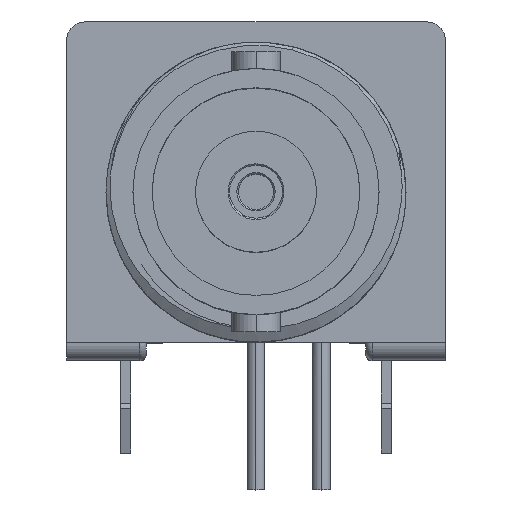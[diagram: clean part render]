
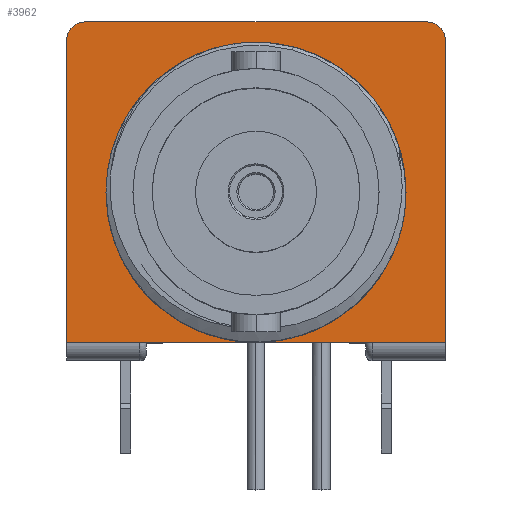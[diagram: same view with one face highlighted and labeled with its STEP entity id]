
A CAD part, top view. The second image highlights one B-rep face of the part: STEP entity #3962.
In plain terms, the highlighted planar face has unit normal (0, 0, 1).
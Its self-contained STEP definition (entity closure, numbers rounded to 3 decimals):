
#1126 = CARTESIAN_POINT ( 'NONE',  ( 0., -5.85, -3.52 ) ) ;
#1132 = CARTESIAN_POINT ( 'NONE',  ( 6.68, 6.65, -3.52 ) ) ;
#1134 = CARTESIAN_POINT ( 'NONE',  ( -7.38, -5.85, -3.52 ) ) ;
#1135 = CARTESIAN_POINT ( 'NONE',  ( 7.38, -5.85, -3.52 ) ) ;
#1136 = CARTESIAN_POINT ( 'NONE',  ( 7.38, 5.95, -3.52 ) ) ;
#1139 = CARTESIAN_POINT ( 'NONE',  ( -7.38, 5.95, -3.52 ) ) ;
#1141 = CARTESIAN_POINT ( 'NONE',  ( -6.68, 6.65, -3.52 ) ) ;
#1267 = CARTESIAN_POINT ( 'NONE',  ( 5.85, 0., -3.52 ) ) ;
#1292 = CARTESIAN_POINT ( 'NONE',  ( -5.85, 0., -3.52 ) ) ;
#1694 = VERTEX_POINT ( 'NONE', #1141 ) ;
#1696 = VERTEX_POINT ( 'NONE', #1139 ) ;
#1700 = VERTEX_POINT ( 'NONE', #1136 ) ;
#1701 = VERTEX_POINT ( 'NONE', #1135 ) ;
#1702 = VERTEX_POINT ( 'NONE', #1134 ) ;
#1704 = VERTEX_POINT ( 'NONE', #1132 ) ;
#1708 = VERTEX_POINT ( 'NONE', #1126 ) ;
#1766 = VERTEX_POINT ( 'NONE', #1267 ) ;
#1768 = VERTEX_POINT ( 'NONE', #1292 ) ;
#2075 = ORIENTED_EDGE ( 'NONE', *, *, #4066, .T. ) ;
#2076 = ORIENTED_EDGE ( 'NONE', *, *, #4067, .T. ) ;
#2077 = ORIENTED_EDGE ( 'NONE', *, *, #4065, .T. ) ;
#2078 = ORIENTED_EDGE ( 'NONE', *, *, #4068, .F. ) ;
#2079 = ORIENTED_EDGE ( 'NONE', *, *, #4060, .F. ) ;
#2080 = ORIENTED_EDGE ( 'NONE', *, *, #4061, .F. ) ;
#2081 = ORIENTED_EDGE ( 'NONE', *, *, #3921, .F. ) ;
#2082 = ORIENTED_EDGE ( 'NONE', *, *, #4069, .F. ) ;
#2083 = ORIENTED_EDGE ( 'NONE', *, *, #4071, .T. ) ;
#2084 = ORIENTED_EDGE ( 'NONE', *, *, #4070, .F. ) ;
#2737 = EDGE_LOOP ( 'NONE', ( #2075, #2077, #2076, #2078, #2079, #2081, #2080, #2082, #2084, #2083 ) ) ;
#3251 = FACE_OUTER_BOUND ( 'NONE', #2737, .T. ) ;
#3326 = LINE ( 'NONE', #6140, #5668 ) ;
#3327 = LINE ( 'NONE', #6142, #5669 ) ;
#3328 = LINE ( 'NONE', #6144, #5670 ) ;
#3329 = LINE ( 'NONE', #6146, #5671 ) ;
#3330 = LINE ( 'NONE', #6148, #5673 ) ;
#3921 = EDGE_CURVE ( 'NONE', #1766, #1768, #5521, .T. ) ;
#3962 = ADVANCED_FACE ( 'NONE', ( #3251 ), #5058, .F. ) ;
#4060 = EDGE_CURVE ( 'NONE', #1768, #1708, #5658, .T. ) ;
#4061 = EDGE_CURVE ( 'NONE', #1708, #1766, #5657, .T. ) ;
#4065 = EDGE_CURVE ( 'NONE', #1694, #1696, #5665, .T. ) ;
#4066 = EDGE_CURVE ( 'NONE', #1704, #1694, #3326, .T. ) ;
#4067 = EDGE_CURVE ( 'NONE', #1696, #1702, #3327, .T. ) ;
#4068 = EDGE_CURVE ( 'NONE', #1708, #1702, #3328, .T. ) ;
#4069 = EDGE_CURVE ( 'NONE', #1701, #1708, #3329, .T. ) ;
#4070 = EDGE_CURVE ( 'NONE', #1700, #1701, #3330, .T. ) ;
#4071 = EDGE_CURVE ( 'NONE', #1700, #1704, #5667, .T. ) ;
#4896 = CARTESIAN_POINT ( 'NONE',  ( 0., 0., -3.52 ) ) ;
#4897 = DIRECTION ( 'NONE',  ( 0., 0., 1. ) ) ;
#4898 = DIRECTION ( 'NONE',  ( 1., 0., 0. ) ) ;
#5058 = PLANE ( 'NONE',  #5560 ) ;
#5059 = CARTESIAN_POINT ( 'NONE',  ( 7.38, -5.85, -3.52 ) ) ;
#5060 = DIRECTION ( 'NONE',  ( 0., 0., -1. ) ) ;
#5061 = DIRECTION ( 'NONE',  ( -1., 0., 0. ) ) ;
#5521 = CIRCLE ( 'NONE', #5522, 5.85 ) ;
#5522 = AXIS2_PLACEMENT_3D ( 'NONE', #4896, #4897, #4898 ) ;
#5560 = AXIS2_PLACEMENT_3D ( 'NONE', #5059, #5060, #5061 ) ;
#5657 = CIRCLE ( 'NONE', #5661, 5.85 ) ;
#5658 = CIRCLE ( 'NONE', #5659, 5.85 ) ;
#5659 = AXIS2_PLACEMENT_3D ( 'NONE', #6121, #6122, #6123 ) ;
#5661 = AXIS2_PLACEMENT_3D ( 'NONE', #6124, #6125, #6126 ) ;
#5665 = CIRCLE ( 'NONE', #5666, 0.7 ) ;
#5666 = AXIS2_PLACEMENT_3D ( 'NONE', #6137, #6138, #6139 ) ;
#5667 = CIRCLE ( 'NONE', #5674, 0.7 ) ;
#5668 = VECTOR ( 'NONE', #6141, 1000. ) ;
#5669 = VECTOR ( 'NONE', #6143, 1000. ) ;
#5670 = VECTOR ( 'NONE', #6145, 1000. ) ;
#5671 = VECTOR ( 'NONE', #6147, 1000. ) ;
#5673 = VECTOR ( 'NONE', #6149, 1000. ) ;
#5674 = AXIS2_PLACEMENT_3D ( 'NONE', #6150, #6151, #6152 ) ;
#6121 = CARTESIAN_POINT ( 'NONE',  ( 0., 0., -3.52 ) ) ;
#6122 = DIRECTION ( 'NONE',  ( 0., 0., 1. ) ) ;
#6123 = DIRECTION ( 'NONE',  ( 1., 0., 0. ) ) ;
#6124 = CARTESIAN_POINT ( 'NONE',  ( 0., 0., -3.52 ) ) ;
#6125 = DIRECTION ( 'NONE',  ( 0., 0., 1. ) ) ;
#6126 = DIRECTION ( 'NONE',  ( 1., 0., 0. ) ) ;
#6137 = CARTESIAN_POINT ( 'NONE',  ( -6.68, 5.95, -3.52 ) ) ;
#6138 = DIRECTION ( 'NONE',  ( 0., 0., 1. ) ) ;
#6139 = DIRECTION ( 'NONE',  ( -1., 0., 0. ) ) ;
#6140 = CARTESIAN_POINT ( 'NONE',  ( 7.38, 6.65, -3.52 ) ) ;
#6141 = DIRECTION ( 'NONE',  ( -1., 0., 0. ) ) ;
#6142 = CARTESIAN_POINT ( 'NONE',  ( -7.38, -5.85, -3.52 ) ) ;
#6143 = DIRECTION ( 'NONE',  ( 0., -1., 0. ) ) ;
#6144 = CARTESIAN_POINT ( 'NONE',  ( 7.38, -5.85, -3.52 ) ) ;
#6145 = DIRECTION ( 'NONE',  ( -1., 0., 0. ) ) ;
#6146 = CARTESIAN_POINT ( 'NONE',  ( 7.38, -5.85, -3.52 ) ) ;
#6147 = DIRECTION ( 'NONE',  ( -1., 0., 0. ) ) ;
#6148 = CARTESIAN_POINT ( 'NONE',  ( 7.38, -5.85, -3.52 ) ) ;
#6149 = DIRECTION ( 'NONE',  ( 0., -1., 0. ) ) ;
#6150 = CARTESIAN_POINT ( 'NONE',  ( 6.68, 5.95, -3.52 ) ) ;
#6151 = DIRECTION ( 'NONE',  ( 0., 0., 1. ) ) ;
#6152 = DIRECTION ( 'NONE',  ( -1., 0., 0. ) ) ;
